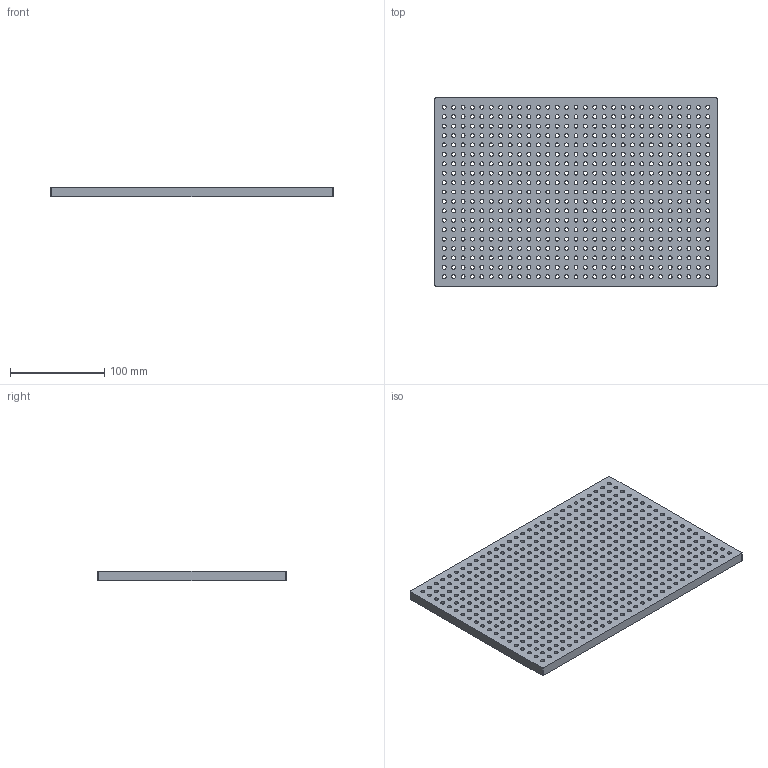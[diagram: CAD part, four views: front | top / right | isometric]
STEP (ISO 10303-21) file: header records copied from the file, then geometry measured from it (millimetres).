
FILE_DESCRIPTION (( 'STEP AP214' ), '1' );
FILE_NAME ('Plaque de travail.STEP', '2019-05-25T16:38:43', ( '' ), ( '' ), 'SwSTEP 2.0', 'SolidWorks 2017', '' );
FILE_SCHEMA (( 'AUTOMOTIVE_DESIGN' ));
Length unit declared in the file: millimetre
Products named in the file (1): Plaque de travail
Bounding box: 300 x 200 x 10 mm (x, y, z)
Volume: 523653.5 mm3; surface area: 187416.3 mm2
Topology: 1 solids, 1 shells, 1112 faces, 3330 edges, 2220 vertices
Faces by surface type: cylinder 1106, plane 6
Entity records: 41104 total; most frequent: DIRECTION 7768, CARTESIAN_POINT 6663, ORIENTED_EDGE 6660, EDGE_CURVE 3330, AXIS2_PLACEMENT_3D 3325, VERTEX_POINT 2220, EDGE_LOOP 2214, CIRCLE 2212
